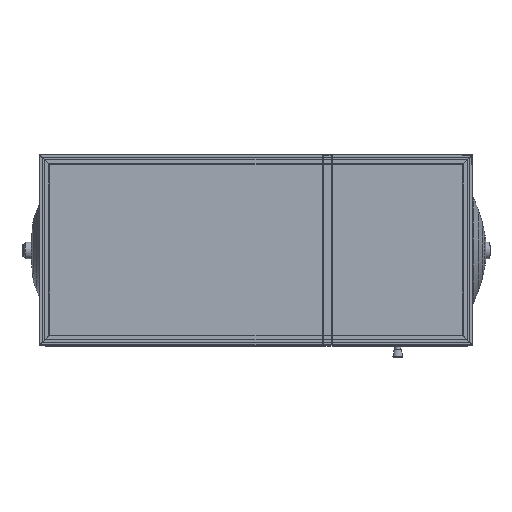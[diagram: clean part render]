
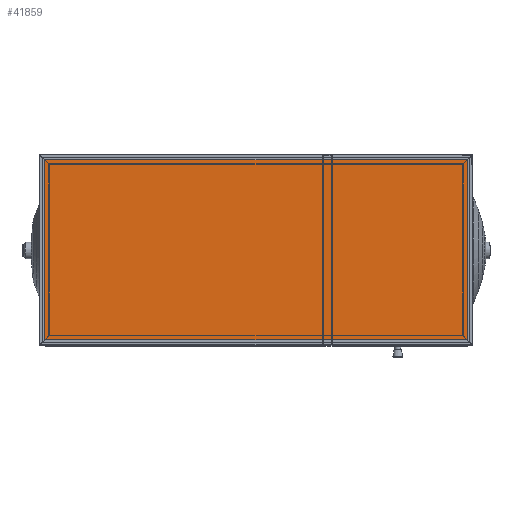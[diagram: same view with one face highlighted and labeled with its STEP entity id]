
A CAD part, top view. The second image highlights one B-rep face of the part: STEP entity #41859.
In plain terms, the highlighted planar face has unit normal (0, 0, 1).
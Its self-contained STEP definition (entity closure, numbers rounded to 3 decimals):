
#41750 = VERTEX_POINT('',#41751);
#41751 = CARTESIAN_POINT('',(-851.434,-370.,1601.514));
#41757 = EDGE_CURVE('',#41758,#41750,#41760,.T.);
#41758 = VERTEX_POINT('',#41759);
#41759 = CARTESIAN_POINT('',(-851.434,370.,
    1601.514));
#41760 = LINE('',#41761,#41762);
#41761 = CARTESIAN_POINT('',(-851.434,370.,
    1601.514));
#41762 = VECTOR('',#41763,1.);
#41763 = DIRECTION('',(0.,-1.,0.));
#41788 = VERTEX_POINT('',#41789);
#41789 = CARTESIAN_POINT('',(883.566,-370.,1601.514));
#41795 = EDGE_CURVE('',#41750,#41788,#41796,.T.);
#41796 = LINE('',#41797,#41798);
#41797 = CARTESIAN_POINT('',(-851.434,-370.,1601.514));
#41798 = VECTOR('',#41799,1.);
#41799 = DIRECTION('',(1.,0.,0.));
#41819 = VERTEX_POINT('',#41820);
#41820 = CARTESIAN_POINT('',(883.566,370.,
    1601.514));
#41826 = EDGE_CURVE('',#41788,#41819,#41827,.T.);
#41827 = LINE('',#41828,#41829);
#41828 = CARTESIAN_POINT('',(883.566,370.,
    1601.514));
#41829 = VECTOR('',#41830,1.);
#41830 = DIRECTION('',(-0.,1.,-0.));
#41848 = EDGE_CURVE('',#41819,#41758,#41849,.T.);
#41849 = LINE('',#41850,#41851);
#41850 = CARTESIAN_POINT('',(-851.434,370.,
    1601.514));
#41851 = VECTOR('',#41852,1.);
#41852 = DIRECTION('',(-1.,-0.,-0.));
#41859 = ADVANCED_FACE('',(#41860),#41866,.T.);
#41860 = FACE_BOUND('',#41861,.T.);
#41861 = EDGE_LOOP('',(#41862,#41863,#41864,#41865));
#41862 = ORIENTED_EDGE('',*,*,#41757,.T.);
#41863 = ORIENTED_EDGE('',*,*,#41795,.T.);
#41864 = ORIENTED_EDGE('',*,*,#41826,.T.);
#41865 = ORIENTED_EDGE('',*,*,#41848,.T.);
#41866 = PLANE('',#41867);
#41867 = AXIS2_PLACEMENT_3D('',#41868,#41869,#41870);
#41868 = CARTESIAN_POINT('',(0.,0.,1601.514));
#41869 = DIRECTION('',(-0.,0.,1.));
#41870 = DIRECTION('',(1.,0.,0.));
